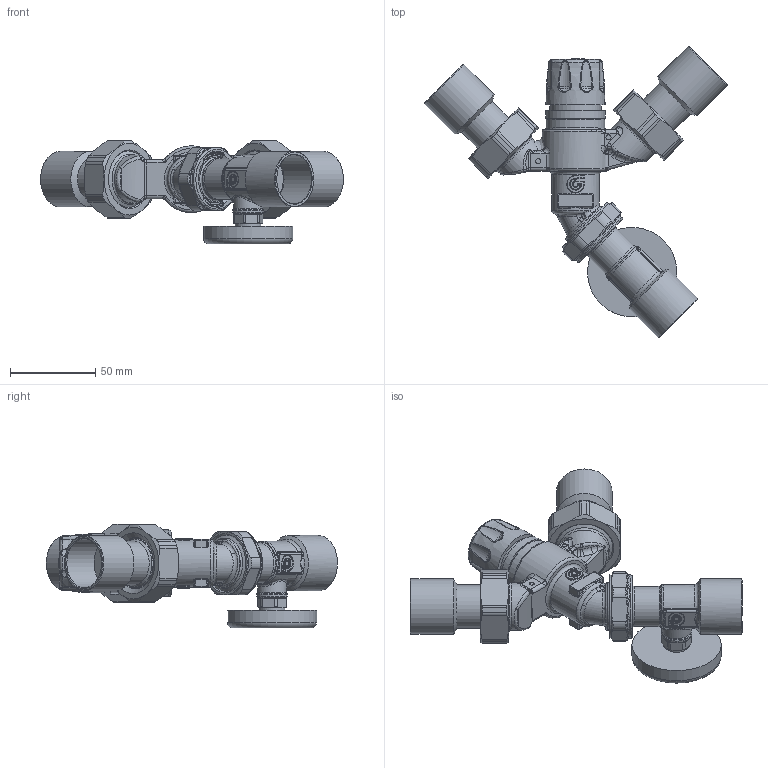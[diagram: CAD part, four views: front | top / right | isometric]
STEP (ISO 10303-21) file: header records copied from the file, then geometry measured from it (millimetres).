
FILE_DESCRIPTION(/* description */ (''),/* implementation_level */ '2;1');
FILE_NAME(/* name */ '520619AC 001_Simplify_1.stp',/* time_stamp */ '2025-07-31T14:21:43-05:00',/* author */ ('ischreiner'),/* organization */ (''),/* preprocessor_version */ 'ST-DEVELOPER v20',/* originating_system */ 'Autodesk Inventor 2025',/* authorisation */ '');
FILE_SCHEMA (('AUTOMOTIVE_DESIGN { 1 0 10303 214 3 1 1 }'));
Products named in the file (1): 520619AC 001_Simplify_1
Bounding box: 177.13 x 170.41 x 60.83 mm (x, y, z)
Volume: 238476.4 mm3; surface area: 78129.3 mm2
Topology: 9 solids, 9 shells, 2032 faces, 4952 edges, 2870 vertices
Faces by surface type: plane 559, cylinder 522, bspline 500, torus 208, cone 131, sphere 112
Full cylindrical faces by diameter (mm): 3 x2, 5.24 x2, 12.6 x2, 15 x2, 15.24 x1, 15.875 x1, 16.55 x2, 17 x1, 18 x1, 19.55 x2, 19.6 x4, 20.1 x4, 20.6 x4, 22 x2, 23.5 x1, 24 x1, 25.5 x2, 28 x2, 28.4 x2, 28.7 x3, 29.6 x1, 30.048 x2, 30.3 x2, 30.48 x2, 30.5 x1, 32.5 x3, 33.1 x3, 34.5 x1, 37 x2, 52.324 x1
Entity records: 97616 total; most frequent: CARTESIAN_POINT 51482, ORIENTED_EDGE 9632, DIRECTION 8587, EDGE_CURVE 4816, AXIS2_PLACEMENT_3D 3489, VERTEX_POINT 2870, EDGE_LOOP 2128, STYLED_ITEM 2041
